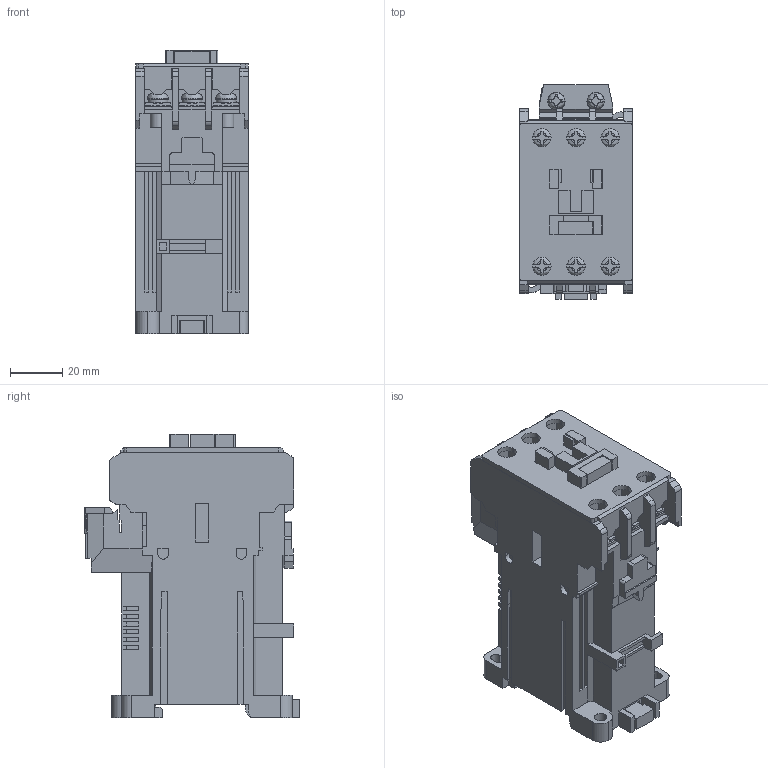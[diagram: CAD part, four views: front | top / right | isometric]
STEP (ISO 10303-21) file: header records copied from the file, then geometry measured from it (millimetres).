
FILE_DESCRIPTION (( 'STEP AP214' ), '1' );
FILE_NAME ('SC-E05G-24VDC.step', '2016-04-18T19:20:35', ( '' ), ( '' ), 'SwSTEP 2.0', 'SolidWorks 2015', '' );
FILE_SCHEMA (( 'AUTOMOTIVE_DESIGN' ));
Length unit declared in the file: inch
Products named in the file (1): SC-E05G-24VDC
Bounding box: 43 x 81.8 x 108 mm (x, y, z)
Volume: 228528.9 mm3; surface area: 60707.2 mm2
Topology: 32 solids, 32 shells, 1701 faces, 4811 edges, 3183 vertices
Faces by surface type: plane 1440, cylinder 213, cone 32, bspline 16
Entity records: 77629 total; most frequent: CARTESIAN_POINT 10670, ORIENTED_EDGE 9622, DIRECTION 8651, EDGE_CURVE 4811, VECTOR 4003, LINE 4003, VERTEX_POINT 3183, AXIS2_PLACEMENT_3D 2324
